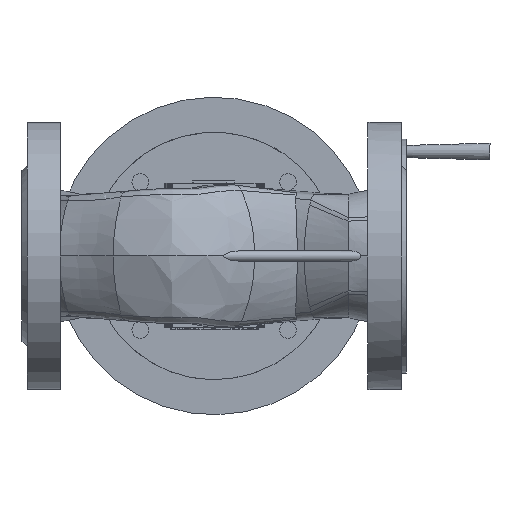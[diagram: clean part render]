
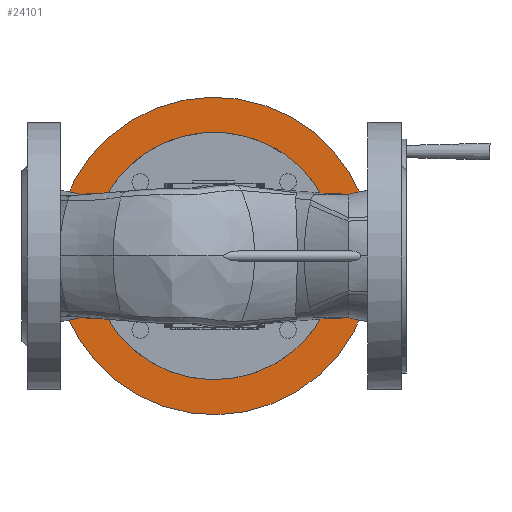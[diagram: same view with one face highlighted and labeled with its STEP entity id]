
A CAD part, front view. The second image highlights one B-rep face of the part: STEP entity #24101.
In plain terms, the highlighted face is planar.
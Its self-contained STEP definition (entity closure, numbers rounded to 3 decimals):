
#1918=CIRCLE('',#25559,85.);
#1919=CIRCLE('',#25562,85.);
#1924=CIRCLE('',#25572,95.);
#1925=CIRCLE('',#25573,95.);
#2171=FACE_BOUND('',#4416,.T.);
#3235=FACE_OUTER_BOUND('',#4415,.T.);
#4415=EDGE_LOOP('',(#21942,#21943));
#4416=EDGE_LOOP('',(#21944,#21945,#21946,#21947));
#6410=LINE('',#62654,#8386);
#6412=LINE('',#62660,#8388);
#8386=VECTOR('',#30394,1.);
#8388=VECTOR('',#30402,1.);
#11011=VERTEX_POINT('',#62646);
#11012=VERTEX_POINT('',#62648);
#11013=VERTEX_POINT('',#62652);
#11014=VERTEX_POINT('',#62656);
#11019=VERTEX_POINT('',#62675);
#11020=VERTEX_POINT('',#62676);
#14670=EDGE_CURVE('',#11011,#11012,#1918,.T.);
#14672=EDGE_CURVE('',#11012,#11013,#6410,.T.);
#14674=EDGE_CURVE('',#11013,#11014,#1919,.T.);
#14675=EDGE_CURVE('',#11014,#11011,#6412,.F.);
#14682=EDGE_CURVE('',#11019,#11020,#1924,.T.);
#14683=EDGE_CURVE('',#11020,#11019,#1925,.T.);
#21942=ORIENTED_EDGE('',*,*,#14682,.F.);
#21943=ORIENTED_EDGE('',*,*,#14683,.F.);
#21944=ORIENTED_EDGE('',*,*,#14675,.T.);
#21945=ORIENTED_EDGE('',*,*,#14670,.T.);
#21946=ORIENTED_EDGE('',*,*,#14672,.T.);
#21947=ORIENTED_EDGE('',*,*,#14674,.T.);
#23022=PLANE('',#25571);
#24101=ADVANCED_FACE('',(#3235,#2171),#23022,.F.);
#25559=AXIS2_PLACEMENT_3D('',#62650,#30389,#30390);
#25562=AXIS2_PLACEMENT_3D('',#62658,#30398,#30399);
#25571=AXIS2_PLACEMENT_3D('',#62674,#30419,#30420);
#25572=AXIS2_PLACEMENT_3D('',#62677,#30421,#30422);
#25573=AXIS2_PLACEMENT_3D('',#62678,#30423,#30424);
#30389=DIRECTION('center_axis',(0.,0.,1.));
#30390=DIRECTION('ref_axis',(-1.,0.,0.));
#30394=DIRECTION('',(0.,1.,0.));
#30398=DIRECTION('center_axis',(0.,0.,1.));
#30399=DIRECTION('ref_axis',(-1.,0.,0.));
#30402=DIRECTION('',(0.,1.,0.));
#30419=DIRECTION('center_axis',(0.,0.,1.));
#30420=DIRECTION('ref_axis',(1.,0.,0.));
#30421=DIRECTION('center_axis',(0.,0.,1.));
#30422=DIRECTION('ref_axis',(-1.,0.,0.));
#30423=DIRECTION('center_axis',(0.,0.,1.));
#30424=DIRECTION('ref_axis',(-1.,0.,0.));
#62646=CARTESIAN_POINT('',(-37.5,-76.281,260.));
#62648=CARTESIAN_POINT('',(37.5,-76.281,260.));
#62650=CARTESIAN_POINT('Origin',(0.,0.,260.));
#62652=CARTESIAN_POINT('',(37.5,76.281,260.));
#62654=CARTESIAN_POINT('',(37.5,0.,260.));
#62656=CARTESIAN_POINT('',(-37.5,76.281,260.));
#62658=CARTESIAN_POINT('Origin',(0.,0.,260.));
#62660=CARTESIAN_POINT('',(-37.5,0.,260.));
#62674=CARTESIAN_POINT('Origin',(0.,-16.,260.));
#62675=CARTESIAN_POINT('',(45.545,-83.37,260.));
#62676=CARTESIAN_POINT('',(-45.545,83.37,260.));
#62677=CARTESIAN_POINT('Origin',(0.,0.,260.));
#62678=CARTESIAN_POINT('Origin',(0.,0.,260.));
